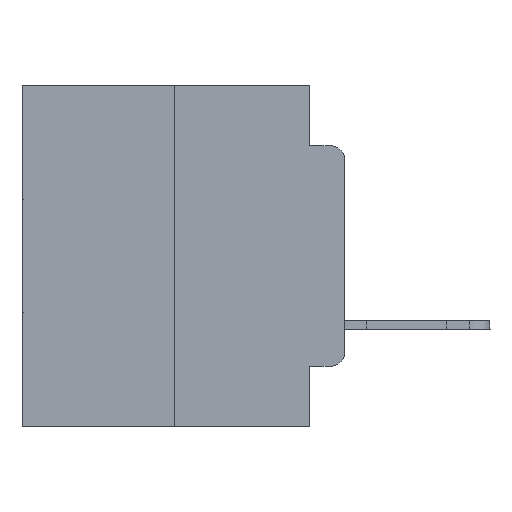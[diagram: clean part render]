
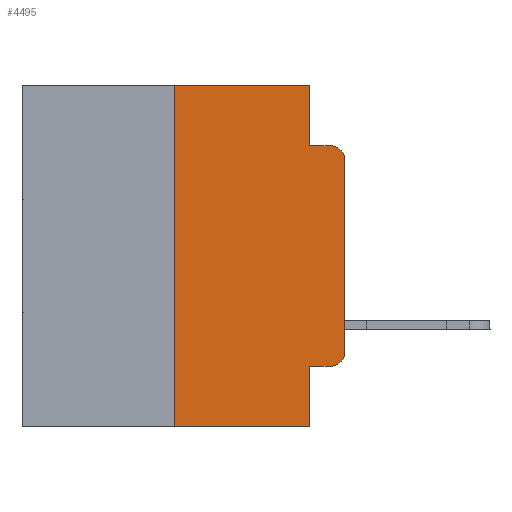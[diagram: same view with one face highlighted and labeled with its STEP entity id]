
A CAD part, left-side view. The second image highlights one B-rep face of the part: STEP entity #4495.
In plain terms, the highlighted planar face has unit normal (-1, 0, 0).
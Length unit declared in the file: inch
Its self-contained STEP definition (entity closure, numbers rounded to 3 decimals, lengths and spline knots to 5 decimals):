
#1326 = DIRECTION ( 'NONE',  ( 0., 0., 1. ) ) ;
#1445 = VERTEX_POINT ( 'NONE', #13152 ) ;
#2659 = EDGE_CURVE ( 'NONE', #24880, #25516, #28187, .T. ) ;
#3562 = EDGE_CURVE ( 'NONE', #16489, #26287, #3773, .T. ) ;
#3773 = LINE ( 'NONE', #25617, #4757 ) ;
#4234 = CARTESIAN_POINT ( 'NONE',  ( 0., 0.051, -0.0885 ) ) ;
#4450 = CARTESIAN_POINT ( 'NONE',  ( 0., 0.051, -0.4115 ) ) ;
#4495 = ADVANCED_FACE ( 'NONE', ( #22566 ), #11039, .F. ) ;
#4596 = DIRECTION ( 'NONE',  ( 0., 0., 1. ) ) ;
#4757 = VECTOR ( 'NONE', #23418, 39.37008 ) ;
#5360 = EDGE_CURVE ( 'NONE', #25516, #16450, #8690, .T. ) ;
#5787 = CARTESIAN_POINT ( 'NONE',  ( 0., 0.473, -0.5 ) ) ;
#5936 = ORIENTED_EDGE ( 'NONE', *, *, #2659, .T. ) ;
#6086 = DIRECTION ( 'NONE',  ( 0., -1., 0. ) ) ;
#6125 = CARTESIAN_POINT ( 'NONE',  ( 0., 0.051, -0.4115 ) ) ;
#6230 = LINE ( 'NONE', #4450, #15919 ) ;
#6312 = DIRECTION ( 'NONE',  ( 1., 0., 0. ) ) ;
#7122 = VECTOR ( 'NONE', #24173, 39.37008 ) ;
#7456 = CARTESIAN_POINT ( 'NONE',  ( 0., 0.02, -0.0885 ) ) ;
#7460 = DIRECTION ( 'NONE',  ( 0., 0., -1. ) ) ;
#8127 = LINE ( 'NONE', #5787, #13899 ) ;
#8293 = EDGE_CURVE ( 'NONE', #16489, #8370, #6230, .T. ) ;
#8370 = VERTEX_POINT ( 'NONE', #24966 ) ;
#8507 = LINE ( 'NONE', #4234, #7122 ) ;
#8690 = CIRCLE ( 'NONE', #28968, 0.02 ) ;
#9094 = EDGE_CURVE ( 'NONE', #15095, #16450, #8507, .T. ) ;
#9099 = DIRECTION ( 'NONE',  ( 0., 0., -1. ) ) ;
#9103 = ORIENTED_EDGE ( 'NONE', *, *, #9094, .F. ) ;
#9669 = EDGE_CURVE ( 'NONE', #1445, #15228, #20702, .T. ) ;
#10269 = EDGE_CURVE ( 'NONE', #15228, #15095, #20631, .T. ) ;
#10364 = CARTESIAN_POINT ( 'NONE',  ( 0., 0.051, -0.0885 ) ) ;
#10575 = VECTOR ( 'NONE', #4596, 39.37008 ) ;
#10810 = CARTESIAN_POINT ( 'NONE',  ( 0., 0.051, 0. ) ) ;
#11039 = PLANE ( 'NONE',  #24201 ) ;
#13152 = CARTESIAN_POINT ( 'NONE',  ( 0., 0.25, 0. ) ) ;
#13379 = EDGE_LOOP ( 'NONE', ( #5936, #25312, #9103, #27458, #17351, #26784, #26918, #15145, #17204, #17883 ) ) ;
#13469 = AXIS2_PLACEMENT_3D ( 'NONE', #27246, #13703, #9099 ) ;
#13703 = DIRECTION ( 'NONE',  ( -1., 0., 0. ) ) ;
#13899 = VECTOR ( 'NONE', #17717, 39.37008 ) ;
#15095 = VERTEX_POINT ( 'NONE', #10364 ) ;
#15145 = ORIENTED_EDGE ( 'NONE', *, *, #3562, .F. ) ;
#15228 = VERTEX_POINT ( 'NONE', #10810 ) ;
#15239 = EDGE_CURVE ( 'NONE', #16484, #1445, #22328, .T. ) ;
#15919 = VECTOR ( 'NONE', #6086, 39.37008 ) ;
#16450 = VERTEX_POINT ( 'NONE', #7456 ) ;
#16484 = VERTEX_POINT ( 'NONE', #19878 ) ;
#16489 = VERTEX_POINT ( 'NONE', #6125 ) ;
#16630 = CARTESIAN_POINT ( 'NONE',  ( 0., 0.051, 0. ) ) ;
#17204 = ORIENTED_EDGE ( 'NONE', *, *, #8293, .T. ) ;
#17312 = CARTESIAN_POINT ( 'NONE',  ( 0., 0., 0. ) ) ;
#17351 = ORIENTED_EDGE ( 'NONE', *, *, #9669, .F. ) ;
#17555 = EDGE_CURVE ( 'NONE', #8370, #24880, #26173, .T. ) ;
#17717 = DIRECTION ( 'NONE',  ( 0., -1., 0. ) ) ;
#17883 = ORIENTED_EDGE ( 'NONE', *, *, #17555, .T. ) ;
#18224 = CARTESIAN_POINT ( 'NONE',  ( 0., 0., -0.1085 ) ) ;
#19591 = VECTOR ( 'NONE', #7460, 39.37008 ) ;
#19878 = CARTESIAN_POINT ( 'NONE',  ( 0., 0.25, -0.5 ) ) ;
#20631 = LINE ( 'NONE', #16630, #19591 ) ;
#20702 = LINE ( 'NONE', #27315, #26209 ) ;
#21417 = CARTESIAN_POINT ( 'NONE',  ( 0., 0.02, -0.1085 ) ) ;
#22102 = CARTESIAN_POINT ( 'NONE',  ( 0., 0., -0.3915 ) ) ;
#22183 = CARTESIAN_POINT ( 'NONE',  ( 0., 0.25, 0. ) ) ;
#22328 = LINE ( 'NONE', #22183, #10575 ) ;
#22566 = FACE_OUTER_BOUND ( 'NONE', #13379, .T. ) ;
#22771 = DIRECTION ( 'NONE',  ( 0., -1., 0. ) ) ;
#23418 = DIRECTION ( 'NONE',  ( 0., 0., -1. ) ) ;
#23930 = DIRECTION ( 'NONE',  ( 0., 0., -1. ) ) ;
#24173 = DIRECTION ( 'NONE',  ( 0., -1., 0. ) ) ;
#24201 = AXIS2_PLACEMENT_3D ( 'NONE', #27112, #6312, #24914 ) ;
#24880 = VERTEX_POINT ( 'NONE', #22102 ) ;
#24914 = DIRECTION ( 'NONE',  ( 0., 0., -1. ) ) ;
#24966 = CARTESIAN_POINT ( 'NONE',  ( 0., 0.02, -0.4115 ) ) ;
#25005 = VECTOR ( 'NONE', #1326, 39.37008 ) ;
#25312 = ORIENTED_EDGE ( 'NONE', *, *, #5360, .T. ) ;
#25516 = VERTEX_POINT ( 'NONE', #18224 ) ;
#25617 = CARTESIAN_POINT ( 'NONE',  ( 0., 0.051, 0. ) ) ;
#26113 = EDGE_CURVE ( 'NONE', #16484, #26287, #8127, .T. ) ;
#26173 = CIRCLE ( 'NONE', #13469, 0.02 ) ;
#26209 = VECTOR ( 'NONE', #22771, 39.37008 ) ;
#26278 = DIRECTION ( 'NONE',  ( -1., 0., 0. ) ) ;
#26287 = VERTEX_POINT ( 'NONE', #28580 ) ;
#26784 = ORIENTED_EDGE ( 'NONE', *, *, #15239, .F. ) ;
#26918 = ORIENTED_EDGE ( 'NONE', *, *, #26113, .T. ) ;
#27112 = CARTESIAN_POINT ( 'NONE',  ( 0., 0.473, 0. ) ) ;
#27246 = CARTESIAN_POINT ( 'NONE',  ( 0., 0.02, -0.3915 ) ) ;
#27315 = CARTESIAN_POINT ( 'NONE',  ( 0., 0.473, 0. ) ) ;
#27458 = ORIENTED_EDGE ( 'NONE', *, *, #10269, .F. ) ;
#28187 = LINE ( 'NONE', #17312, #25005 ) ;
#28580 = CARTESIAN_POINT ( 'NONE',  ( 0., 0.051, -0.5 ) ) ;
#28968 = AXIS2_PLACEMENT_3D ( 'NONE', #21417, #26278, #23930 ) ;
